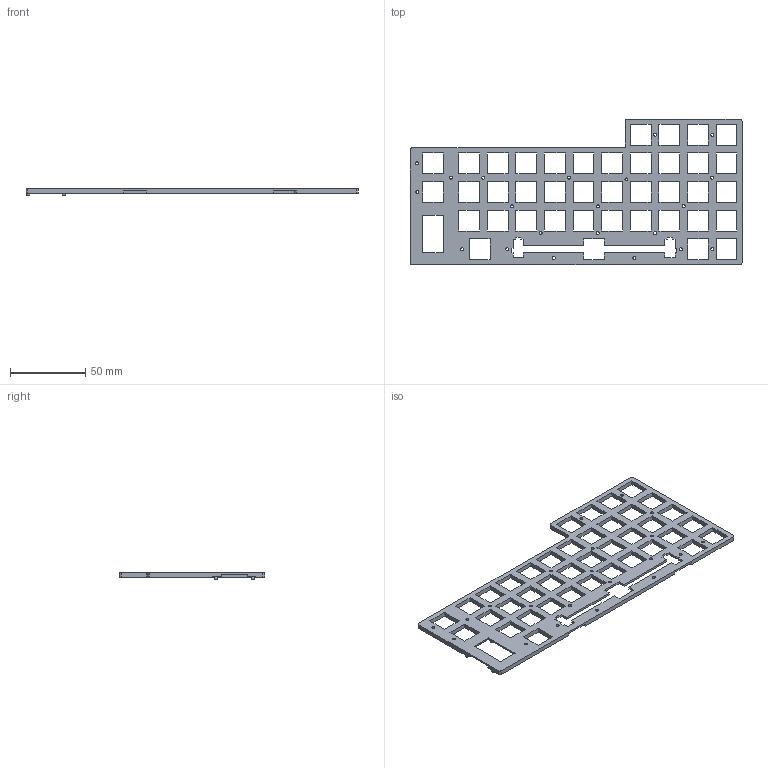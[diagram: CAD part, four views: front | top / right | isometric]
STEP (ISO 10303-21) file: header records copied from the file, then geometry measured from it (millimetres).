
FILE_DESCRIPTION(('HOOPS Exchange Step'),'2;1');
FILE_NAME('temp_export','2022-09-26T15:35:32-04:00',('mobile'),('Shapr3D Limited'),'HOOPS Exchange 2022.1','Shapr3D','Authorized');
FILE_SCHEMA( ('AP203_CONFIGURATION_CONTROLLED_3D_DESIGN_OF_MECHANICAL_PARTS_AND_ASSEMBLIES_MIM_LF') );
Length unit declared in the file: millimetre
Products named in the file (1): Plate
Bounding box: 220.5 x 96.5 x 4.5 mm (x, y, z)
Volume: 27148 mm3; surface area: 29684.1 mm2
Topology: 1 solids, 1 shells, 279 faces, 861 edges, 587 vertices
Faces by surface type: plane 240, cylinder 39
Full cylindrical faces by diameter (mm): 2 x25
Entity records: 9836 total; most frequent: CARTESIAN_POINT 1728, ORIENTED_EDGE 1722, DIRECTION 1538, EDGE_CURVE 861, VECTOR 744, LINE 744, VERTEX_POINT 587, EDGE_LOOP 406
